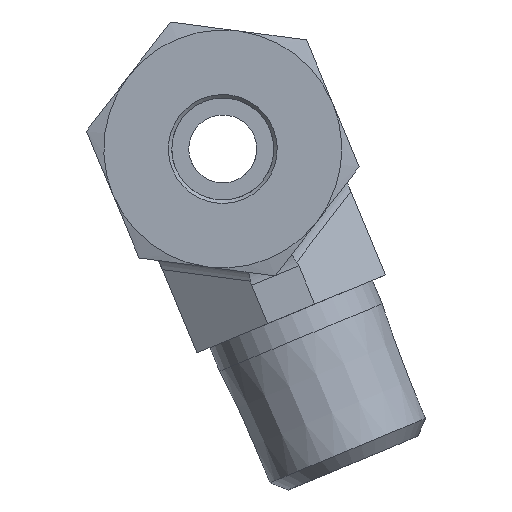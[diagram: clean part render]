
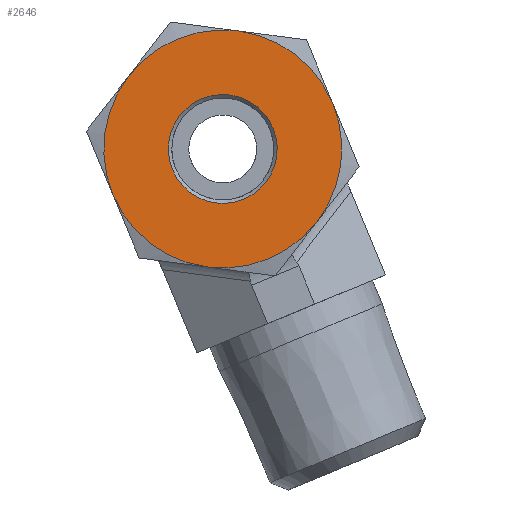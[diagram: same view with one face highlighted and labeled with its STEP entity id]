
A CAD part, front view. The second image highlights one B-rep face of the part: STEP entity #2646.
In plain terms, the highlighted face is planar.
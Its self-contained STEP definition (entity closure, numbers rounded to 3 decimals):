
#2550=CARTESIAN_POINT('',(3.2,0.,14.5));
#2551=VERTEX_POINT('',#2550);
#2552=CARTESIAN_POINT('',(0.0,0.0,14.5));
#2553=DIRECTION('',(0.0,0.0,1.0));
#2554=DIRECTION('',(-1.0,0.0,0.0));
#2555=AXIS2_PLACEMENT_3D('',#2552,#2553,#2554);
#2556=CIRCLE('',#2555,3.2);
#2557=EDGE_CURVE('',#2551,#2551,#2556,.T.);
#2582=CARTESIAN_POINT('',(0.,0.,14.5));
#2583=DIRECTION('',(0.0,0.0,1.0));
#2584=DIRECTION('',(1.0,0.0,0.0));
#2585=AXIS2_PLACEMENT_3D('',#2582,#2583,#2584);
#2586=PLANE('',#2585);
#2587=CARTESIAN_POINT('',(-3.5,-6.062,14.5));
#2588=VERTEX_POINT('',#2587);
#2589=CARTESIAN_POINT('',(3.5,-6.062,14.5));
#2590=VERTEX_POINT('',#2589);
#2591=CARTESIAN_POINT('',(0.0,0.0,14.5));
#2592=DIRECTION('',(0.0,0.0,1.0));
#2593=DIRECTION('',(-0.5,-0.866,0.0));
#2594=AXIS2_PLACEMENT_3D('',#2591,#2592,#2593);
#2595=CIRCLE('',#2594,7.);
#2596=EDGE_CURVE('',#2588,#2590,#2595,.T.);
#2597=ORIENTED_EDGE('',*,*,#2596,.T.);
#2598=CARTESIAN_POINT('',(7.0,0.,14.5));
#2599=VERTEX_POINT('',#2598);
#2600=CARTESIAN_POINT('',(0.0,0.0,14.5));
#2601=DIRECTION('',(0.0,0.0,1.0));
#2602=DIRECTION('',(-0.5,-0.866,0.0));
#2603=AXIS2_PLACEMENT_3D('',#2600,#2601,#2602);
#2604=CIRCLE('',#2603,7.);
#2605=EDGE_CURVE('',#2590,#2599,#2604,.T.);
#2606=ORIENTED_EDGE('',*,*,#2605,.T.);
#2607=CARTESIAN_POINT('',(3.5,6.062,14.5));
#2608=VERTEX_POINT('',#2607);
#2609=CARTESIAN_POINT('',(0.0,0.0,14.5));
#2610=DIRECTION('',(0.0,0.0,1.0));
#2611=DIRECTION('',(-0.5,-0.866,0.0));
#2612=AXIS2_PLACEMENT_3D('',#2609,#2610,#2611);
#2613=CIRCLE('',#2612,7.);
#2614=EDGE_CURVE('',#2599,#2608,#2613,.T.);
#2615=ORIENTED_EDGE('',*,*,#2614,.T.);
#2616=CARTESIAN_POINT('',(-3.5,6.062,14.5));
#2617=VERTEX_POINT('',#2616);
#2618=CARTESIAN_POINT('',(0.0,0.0,14.5));
#2619=DIRECTION('',(0.0,0.0,1.0));
#2620=DIRECTION('',(-0.5,-0.866,0.0));
#2621=AXIS2_PLACEMENT_3D('',#2618,#2619,#2620);
#2622=CIRCLE('',#2621,7.);
#2623=EDGE_CURVE('',#2608,#2617,#2622,.T.);
#2624=ORIENTED_EDGE('',*,*,#2623,.T.);
#2625=CARTESIAN_POINT('',(-7.,0.0,14.5));
#2626=VERTEX_POINT('',#2625);
#2627=CARTESIAN_POINT('',(0.0,0.0,14.5));
#2628=DIRECTION('',(0.0,0.0,1.0));
#2629=DIRECTION('',(-0.5,-0.866,0.0));
#2630=AXIS2_PLACEMENT_3D('',#2627,#2628,#2629);
#2631=CIRCLE('',#2630,7.);
#2632=EDGE_CURVE('',#2617,#2626,#2631,.T.);
#2633=ORIENTED_EDGE('',*,*,#2632,.T.);
#2634=CARTESIAN_POINT('',(0.0,0.0,14.5));
#2635=DIRECTION('',(0.0,0.0,1.0));
#2636=DIRECTION('',(-0.5,-0.866,0.0));
#2637=AXIS2_PLACEMENT_3D('',#2634,#2635,#2636);
#2638=CIRCLE('',#2637,7.);
#2639=EDGE_CURVE('',#2626,#2588,#2638,.T.);
#2640=ORIENTED_EDGE('',*,*,#2639,.T.);
#2641=EDGE_LOOP('',(#2597,#2606,#2615,#2624,#2633,#2640));
#2642=FACE_OUTER_BOUND('',#2641,.T.);
#2643=ORIENTED_EDGE('',*,*,#2557,.F.);
#2644=EDGE_LOOP('',(#2643));
#2645=FACE_BOUND('',#2644,.T.);
#2646=ADVANCED_FACE('',(#2642,#2645),#2586,.T.);
